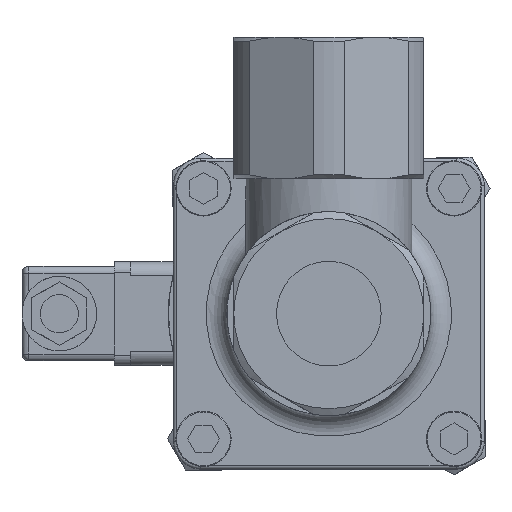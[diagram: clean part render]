
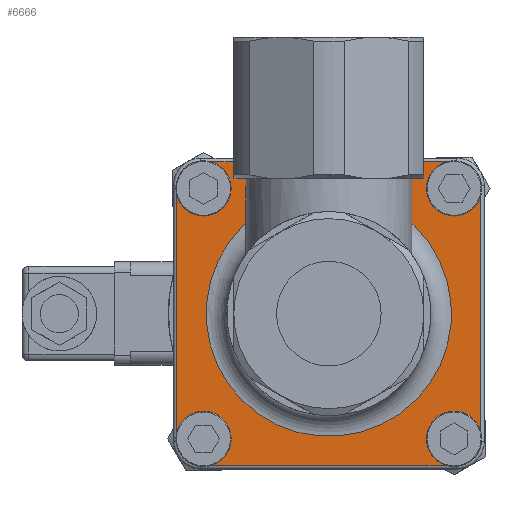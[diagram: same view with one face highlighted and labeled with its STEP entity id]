
A CAD part, front view. The second image highlights one B-rep face of the part: STEP entity #6666.
In plain terms, the highlighted planar face has unit normal (0, -1, 0).
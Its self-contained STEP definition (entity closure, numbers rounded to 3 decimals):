
#230=(
BOUNDED_CURVE()
B_SPLINE_CURVE(2,(#10415,#10416,#10417),.UNSPECIFIED.,.F.,.F.)
B_SPLINE_CURVE_WITH_KNOTS((3,3),(-0.554,-0.419),
 .UNSPECIFIED.)
CURVE()
GEOMETRIC_REPRESENTATION_ITEM()
RATIONAL_B_SPLINE_CURVE((1.257,1.228,1.197))
REPRESENTATION_ITEM('')
);
#231=(
BOUNDED_CURVE()
B_SPLINE_CURVE(2,(#10429,#10430,#10431),.UNSPECIFIED.,.F.,.F.)
B_SPLINE_CURVE_WITH_KNOTS((3,3),(-7.258,-7.122),
 .UNSPECIFIED.)
CURVE()
GEOMETRIC_REPRESENTATION_ITEM()
RATIONAL_B_SPLINE_CURVE((1.197,1.228,1.257))
REPRESENTATION_ITEM('')
);
#487=FACE_OUTER_BOUND('',#941,.T.);
#941=EDGE_LOOP('',(#4680,#4681,#4682,#4683,#4684,#4685,#4686,#4687,#4688,
#4689,#4690,#4691,#4692,#4693,#4694,#4695,#4696,#4697));
#1513=CIRCLE('',#7157,7.8);
#1521=CIRCLE('',#7180,35.5);
#1522=CIRCLE('',#7181,7.8);
#1523=CIRCLE('',#7182,7.8);
#1524=CIRCLE('',#7183,7.8);
#1830=LINE('',#10411,#2339);
#1831=LINE('',#10413,#2340);
#1832=LINE('',#10419,#2341);
#1833=LINE('',#10421,#2342);
#1834=LINE('',#10425,#2343);
#1835=LINE('',#10427,#2344);
#1836=LINE('',#10433,#2345);
#1837=LINE('',#10435,#2346);
#1838=LINE('',#10439,#2347);
#1839=LINE('',#10443,#2348);
#1840=LINE('',#10446,#2349);
#2339=VECTOR('',#8115,8.887);
#2340=VECTOR('',#8116,3.845);
#2341=VECTOR('',#8117,4.059);
#2342=VECTOR('',#8118,9.79);
#2343=VECTOR('',#8121,9.79);
#2344=VECTOR('',#8122,4.059);
#2345=VECTOR('',#8123,3.845);
#2346=VECTOR('',#8124,8.887);
#2347=VECTOR('',#8127,70.736);
#2348=VECTOR('',#8130,70.736);
#2349=VECTOR('',#8133,70.736);
#2883=VERTEX_POINT('',#10340);
#2886=VERTEX_POINT('',#10347);
#2905=VERTEX_POINT('',#10410);
#2906=VERTEX_POINT('',#10412);
#2907=VERTEX_POINT('',#10414);
#2908=VERTEX_POINT('',#10418);
#2909=VERTEX_POINT('',#10420);
#2910=VERTEX_POINT('',#10422);
#2911=VERTEX_POINT('',#10424);
#2912=VERTEX_POINT('',#10426);
#2913=VERTEX_POINT('',#10428);
#2914=VERTEX_POINT('',#10432);
#2915=VERTEX_POINT('',#10434);
#2916=VERTEX_POINT('',#10436);
#2917=VERTEX_POINT('',#10438);
#2918=VERTEX_POINT('',#10440);
#2919=VERTEX_POINT('',#10442);
#2920=VERTEX_POINT('',#10444);
#3568=EDGE_CURVE('',#2883,#2886,#1513,.T.);
#3594=EDGE_CURVE('',#2886,#2905,#1830,.T.);
#3595=EDGE_CURVE('',#2906,#2905,#1831,.T.);
#3596=EDGE_CURVE('',#2907,#2906,#230,.T.);
#3597=EDGE_CURVE('',#2907,#2908,#1832,.T.);
#3598=EDGE_CURVE('',#2908,#2909,#1833,.T.);
#3599=EDGE_CURVE('',#2909,#2910,#1521,.T.);
#3600=EDGE_CURVE('',#2910,#2911,#1834,.T.);
#3601=EDGE_CURVE('',#2911,#2912,#1835,.T.);
#3602=EDGE_CURVE('',#2913,#2912,#231,.T.);
#3603=EDGE_CURVE('',#2914,#2913,#1836,.T.);
#3604=EDGE_CURVE('',#2914,#2915,#1837,.T.);
#3605=EDGE_CURVE('',#2915,#2916,#1522,.T.);
#3606=EDGE_CURVE('',#2916,#2917,#1838,.T.);
#3607=EDGE_CURVE('',#2917,#2918,#1523,.T.);
#3608=EDGE_CURVE('',#2918,#2919,#1839,.T.);
#3609=EDGE_CURVE('',#2919,#2920,#1524,.T.);
#3610=EDGE_CURVE('',#2920,#2883,#1840,.T.);
#4680=ORIENTED_EDGE('',*,*,#3568,.T.);
#4681=ORIENTED_EDGE('',*,*,#3594,.T.);
#4682=ORIENTED_EDGE('',*,*,#3595,.F.);
#4683=ORIENTED_EDGE('',*,*,#3596,.F.);
#4684=ORIENTED_EDGE('',*,*,#3597,.T.);
#4685=ORIENTED_EDGE('',*,*,#3598,.T.);
#4686=ORIENTED_EDGE('',*,*,#3599,.T.);
#4687=ORIENTED_EDGE('',*,*,#3600,.T.);
#4688=ORIENTED_EDGE('',*,*,#3601,.T.);
#4689=ORIENTED_EDGE('',*,*,#3602,.F.);
#4690=ORIENTED_EDGE('',*,*,#3603,.F.);
#4691=ORIENTED_EDGE('',*,*,#3604,.T.);
#4692=ORIENTED_EDGE('',*,*,#3605,.T.);
#4693=ORIENTED_EDGE('',*,*,#3606,.T.);
#4694=ORIENTED_EDGE('',*,*,#3607,.T.);
#4695=ORIENTED_EDGE('',*,*,#3608,.T.);
#4696=ORIENTED_EDGE('',*,*,#3609,.T.);
#4697=ORIENTED_EDGE('',*,*,#3610,.T.);
#6380=PLANE('',#7179);
#6666=ADVANCED_FACE('',(#487),#6380,.T.);
#7157=AXIS2_PLACEMENT_3D('',#10351,#8051,#8052);
#7179=AXIS2_PLACEMENT_3D('',#10409,#8113,#8114);
#7180=AXIS2_PLACEMENT_3D('',#10423,#8119,#8120);
#7181=AXIS2_PLACEMENT_3D('',#10437,#8125,#8126);
#7182=AXIS2_PLACEMENT_3D('',#10441,#8128,#8129);
#7183=AXIS2_PLACEMENT_3D('',#10445,#8131,#8132);
#8051=DIRECTION('center_axis',(0.,1.,0.));
#8052=DIRECTION('ref_axis',(0.,0.,1.));
#8113=DIRECTION('center_axis',(0.,-1.,0.));
#8114=DIRECTION('ref_axis',(0.,0.,1.));
#8115=DIRECTION('',(-1.,0.,0.));
#8116=DIRECTION('',(0.,0.,1.));
#8117=DIRECTION('',(-1.,0.,0.));
#8118=DIRECTION('',(0.,0.,-1.));
#8119=DIRECTION('center_axis',(0.,1.,0.));
#8120=DIRECTION('ref_axis',(0.,0.,1.));
#8121=DIRECTION('',(0.,0.,1.));
#8122=DIRECTION('',(-1.,0.,0.));
#8123=DIRECTION('',(0.,0.,-1.));
#8124=DIRECTION('',(-1.,0.,0.));
#8125=DIRECTION('center_axis',(0.,1.,0.));
#8126=DIRECTION('ref_axis',(-1.,0.,0.));
#8127=DIRECTION('',(0.,0.,-1.));
#8128=DIRECTION('center_axis',(0.,1.,0.));
#8129=DIRECTION('ref_axis',(0.,0.,-1.));
#8130=DIRECTION('',(1.,0.,0.));
#8131=DIRECTION('center_axis',(0.,1.,0.));
#8132=DIRECTION('ref_axis',(1.,0.,0.));
#8133=DIRECTION('',(0.,0.,1.));
#10340=CARTESIAN_POINT('',(44.,-121.1,35.368));
#10347=CARTESIAN_POINT('',(35.368,-121.1,44.));
#10351=CARTESIAN_POINT('Origin',(36.25,-121.1,36.25));
#10409=CARTESIAN_POINT('Origin',(45.,-121.1,45.));
#10410=CARTESIAN_POINT('',(26.481,-121.1,44.));
#10411=CARTESIAN_POINT('',(-37.,-121.1,44.));
#10412=CARTESIAN_POINT('',(26.481,-121.1,40.155));
#10413=CARTESIAN_POINT('',(26.481,-121.1,39.));
#10414=CARTESIAN_POINT('',(24.233,-121.1,39.));
#10415=CARTESIAN_POINT('Ctrl Pts',(24.233,-121.1,39.));
#10416=CARTESIAN_POINT('Ctrl Pts',(25.318,-121.1,39.552));
#10417=CARTESIAN_POINT('Ctrl Pts',(26.481,-121.1,40.155));
#10418=CARTESIAN_POINT('',(20.174,-121.1,39.));
#10419=CARTESIAN_POINT('',(45.,-121.1,39.));
#10420=CARTESIAN_POINT('',(20.174,-121.1,29.21));
#10421=CARTESIAN_POINT('',(20.174,-121.1,80.));
#10422=CARTESIAN_POINT('',(-20.174,-121.1,29.21));
#10423=CARTESIAN_POINT('Origin',(0.,-121.1,0.));
#10424=CARTESIAN_POINT('',(-20.174,-121.1,39.));
#10425=CARTESIAN_POINT('',(-20.174,-121.1,80.));
#10426=CARTESIAN_POINT('',(-24.233,-121.1,39.));
#10427=CARTESIAN_POINT('',(45.,-121.1,39.));
#10428=CARTESIAN_POINT('',(-26.481,-121.1,40.155));
#10429=CARTESIAN_POINT('Ctrl Pts',(-26.481,-121.1,40.155));
#10430=CARTESIAN_POINT('Ctrl Pts',(-25.318,-121.1,39.552));
#10431=CARTESIAN_POINT('Ctrl Pts',(-24.233,-121.1,39.));
#10432=CARTESIAN_POINT('',(-26.481,-121.1,44.));
#10433=CARTESIAN_POINT('',(-26.481,-121.1,39.));
#10434=CARTESIAN_POINT('',(-35.368,-121.1,44.));
#10435=CARTESIAN_POINT('',(-37.,-121.1,44.));
#10436=CARTESIAN_POINT('',(-44.,-121.1,35.368));
#10437=CARTESIAN_POINT('Origin',(-36.25,-121.1,36.25));
#10438=CARTESIAN_POINT('',(-44.,-121.1,-35.368));
#10439=CARTESIAN_POINT('',(-44.,-121.1,-37.));
#10440=CARTESIAN_POINT('',(-35.368,-121.1,-44.));
#10441=CARTESIAN_POINT('Origin',(-36.25,-121.1,-36.25));
#10442=CARTESIAN_POINT('',(35.368,-121.1,-44.));
#10443=CARTESIAN_POINT('',(37.,-121.1,-44.));
#10444=CARTESIAN_POINT('',(44.,-121.1,-35.368));
#10445=CARTESIAN_POINT('Origin',(36.25,-121.1,-36.25));
#10446=CARTESIAN_POINT('',(44.,-121.1,37.));
